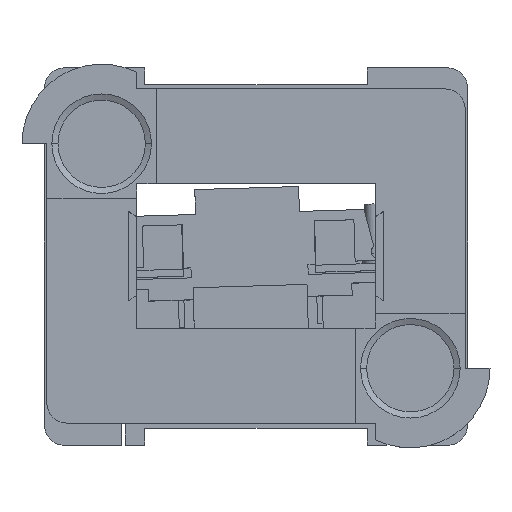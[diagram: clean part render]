
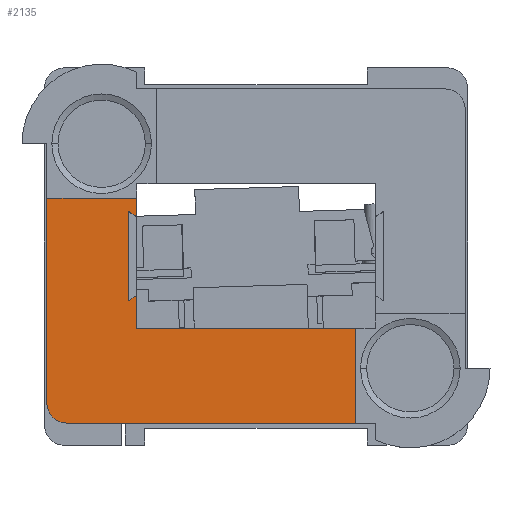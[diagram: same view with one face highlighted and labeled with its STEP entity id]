
A CAD part, top view. The second image highlights one B-rep face of the part: STEP entity #2135.
In plain terms, the highlighted planar face has unit normal (0, 0, 1).
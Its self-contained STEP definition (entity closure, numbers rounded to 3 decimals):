
#27 = CARTESIAN_POINT ( 'NONE',  ( 0., 0., 1.3 ) ) ;
#64 = DIRECTION ( 'NONE',  ( 0., 0., 1. ) ) ;
#154 = EDGE_CURVE ( 'NONE', #8562, #1829, #5671, .T. ) ;
#175 = ORIENTED_EDGE ( 'NONE', *, *, #8066, .F. ) ;
#257 = VECTOR ( 'NONE', #8680, 1000. ) ;
#310 = EDGE_CURVE ( 'NONE', #6350, #1619, #2376, .T. ) ;
#329 = CARTESIAN_POINT ( 'NONE',  ( -21., 5.775, 1.3 ) ) ;
#490 = CARTESIAN_POINT ( 'NONE',  ( -21., 5.775, 1.3 ) ) ;
#643 = VERTEX_POINT ( 'NONE', #1848 ) ;
#731 = LINE ( 'NONE', #4194, #8938 ) ;
#833 = CARTESIAN_POINT ( 'NONE',  ( 10., -7.275, 1.3 ) ) ;
#907 = CIRCLE ( 'NONE', #1699, 2. ) ;
#932 = LINE ( 'NONE', #5970, #5640 ) ;
#1216 = CARTESIAN_POINT ( 'NONE',  ( 10., -5.775, 1.3 ) ) ;
#1484 = AXIS2_PLACEMENT_3D ( 'NONE', #27, #7189, #1637 ) ;
#1540 = ORIENTED_EDGE ( 'NONE', *, *, #10640, .F. ) ;
#1619 = VERTEX_POINT ( 'NONE', #9989 ) ;
#1637 = DIRECTION ( 'NONE',  ( 1., 0., 0. ) ) ;
#1699 = AXIS2_PLACEMENT_3D ( 'NONE', #7389, #64, #3677 ) ;
#1741 = VECTOR ( 'NONE', #11598, 1000. ) ;
#1829 = VERTEX_POINT ( 'NONE', #6736 ) ;
#1848 = CARTESIAN_POINT ( 'NONE',  ( -19., -16.775, 1.3 ) ) ;
#2126 = EDGE_CURVE ( 'NONE', #4031, #7032, #6721, .T. ) ;
#2135 = ADVANCED_FACE ( 'NONE', ( #7983 ), #4559, .T. ) ;
#2241 = EDGE_CURVE ( 'NONE', #7032, #8562, #8277, .T. ) ;
#2257 = EDGE_CURVE ( 'NONE', #1619, #643, #907, .T. ) ;
#2376 = LINE ( 'NONE', #5975, #257 ) ;
#2506 = VECTOR ( 'NONE', #7393, 1000. ) ;
#2606 = ORIENTED_EDGE ( 'NONE', *, *, #2257, .T. ) ;
#2766 = ORIENTED_EDGE ( 'NONE', *, *, #154, .F. ) ;
#3056 = LINE ( 'NONE', #1216, #7997 ) ;
#3093 = DIRECTION ( 'NONE',  ( 1., 0., 0. ) ) ;
#3170 = CARTESIAN_POINT ( 'NONE',  ( -12.8, -4.5, 1.3 ) ) ;
#3612 = ORIENTED_EDGE ( 'NONE', *, *, #310, .T. ) ;
#3677 = DIRECTION ( 'NONE',  ( 1., 0., 0. ) ) ;
#3889 = CARTESIAN_POINT ( 'NONE',  ( 21., -16.775, 1.3 ) ) ;
#4031 = VERTEX_POINT ( 'NONE', #11350 ) ;
#4087 = DIRECTION ( 'NONE',  ( 0., -1., 0. ) ) ;
#4117 = VERTEX_POINT ( 'NONE', #9554 ) ;
#4194 = CARTESIAN_POINT ( 'NONE',  ( -12., -7.275, 1.3 ) ) ;
#4196 = CARTESIAN_POINT ( 'NONE',  ( -12.8, 4.5, 1.3 ) ) ;
#4224 = VERTEX_POINT ( 'NONE', #10860 ) ;
#4351 = CARTESIAN_POINT ( 'NONE',  ( -12.8, 4.5, 1.3 ) ) ;
#4437 = ORIENTED_EDGE ( 'NONE', *, *, #2126, .F. ) ;
#4504 = EDGE_CURVE ( 'NONE', #5172, #8356, #731, .T. ) ;
#4559 = PLANE ( 'NONE',  #1484 ) ;
#5172 = VERTEX_POINT ( 'NONE', #11465 ) ;
#5176 = CARTESIAN_POINT ( 'NONE',  ( -12., -7.275, 1.3 ) ) ;
#5640 = VECTOR ( 'NONE', #4087, 1000. ) ;
#5671 = LINE ( 'NONE', #10062, #2506 ) ;
#5944 = ORIENTED_EDGE ( 'NONE', *, *, #2241, .F. ) ;
#5963 = VECTOR ( 'NONE', #6530, 1000. ) ;
#5970 = CARTESIAN_POINT ( 'NONE',  ( -12., -7.275, 1.3 ) ) ;
#5975 = CARTESIAN_POINT ( 'NONE',  ( -21., -16.775, 1.3 ) ) ;
#6295 = VECTOR ( 'NONE', #3093, 1000. ) ;
#6303 = EDGE_CURVE ( 'NONE', #6350, #4224, #11057, .T. ) ;
#6350 = VERTEX_POINT ( 'NONE', #490 ) ;
#6530 = DIRECTION ( 'NONE',  ( 1., 0., 0. ) ) ;
#6713 = LINE ( 'NONE', #5176, #9529 ) ;
#6721 = LINE ( 'NONE', #4351, #1741 ) ;
#6736 = CARTESIAN_POINT ( 'NONE',  ( -12., -3.94, 1.3 ) ) ;
#6770 = ORIENTED_EDGE ( 'NONE', *, *, #6303, .F. ) ;
#7032 = VERTEX_POINT ( 'NONE', #4196 ) ;
#7189 = DIRECTION ( 'NONE',  ( 0., 0., 1. ) ) ;
#7389 = CARTESIAN_POINT ( 'NONE',  ( -19., -14.775, 1.3 ) ) ;
#7393 = DIRECTION ( 'NONE',  ( 0.819, 0.574, 0. ) ) ;
#7462 = ORIENTED_EDGE ( 'NONE', *, *, #11532, .F. ) ;
#7735 = ORIENTED_EDGE ( 'NONE', *, *, #9136, .T. ) ;
#7983 = FACE_OUTER_BOUND ( 'NONE', #10797, .T. ) ;
#7997 = VECTOR ( 'NONE', #11166, 1000. ) ;
#8066 = EDGE_CURVE ( 'NONE', #4224, #4031, #932, .T. ) ;
#8277 = LINE ( 'NONE', #10810, #10975 ) ;
#8356 = VERTEX_POINT ( 'NONE', #833 ) ;
#8562 = VERTEX_POINT ( 'NONE', #3170 ) ;
#8620 = DIRECTION ( 'NONE',  ( 1., 0., 0. ) ) ;
#8680 = DIRECTION ( 'NONE',  ( 0., -1., 0. ) ) ;
#8938 = VECTOR ( 'NONE', #8620, 1000. ) ;
#9010 = DIRECTION ( 'NONE',  ( 0., -1., 0. ) ) ;
#9136 = EDGE_CURVE ( 'NONE', #643, #4117, #10695, .T. ) ;
#9529 = VECTOR ( 'NONE', #11534, 1000. ) ;
#9554 = CARTESIAN_POINT ( 'NONE',  ( 10., -16.775, 1.3 ) ) ;
#9989 = CARTESIAN_POINT ( 'NONE',  ( -21., -14.775, 1.3 ) ) ;
#10062 = CARTESIAN_POINT ( 'NONE',  ( -12.8, -4.5, 1.3 ) ) ;
#10640 = EDGE_CURVE ( 'NONE', #8356, #4117, #3056, .T. ) ;
#10695 = LINE ( 'NONE', #3889, #6295 ) ;
#10797 = EDGE_LOOP ( 'NONE', ( #3612, #2606, #7735, #1540, #10878, #7462, #2766, #5944, #4437, #175, #6770 ) ) ;
#10810 = CARTESIAN_POINT ( 'NONE',  ( -12.8, 4.5, 1.3 ) ) ;
#10860 = CARTESIAN_POINT ( 'NONE',  ( -12., 5.775, 1.3 ) ) ;
#10878 = ORIENTED_EDGE ( 'NONE', *, *, #4504, .F. ) ;
#10975 = VECTOR ( 'NONE', #9010, 1000. ) ;
#11057 = LINE ( 'NONE', #329, #5963 ) ;
#11166 = DIRECTION ( 'NONE',  ( 0., -1., 0. ) ) ;
#11350 = CARTESIAN_POINT ( 'NONE',  ( -12., 3.94, 1.3 ) ) ;
#11465 = CARTESIAN_POINT ( 'NONE',  ( -12., -7.275, 1.3 ) ) ;
#11532 = EDGE_CURVE ( 'NONE', #1829, #5172, #6713, .T. ) ;
#11534 = DIRECTION ( 'NONE',  ( 0., -1., 0. ) ) ;
#11598 = DIRECTION ( 'NONE',  ( -0.819, 0.574, 0. ) ) ;
